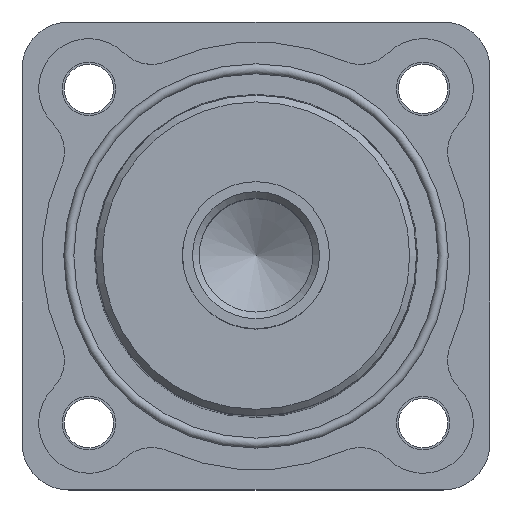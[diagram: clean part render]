
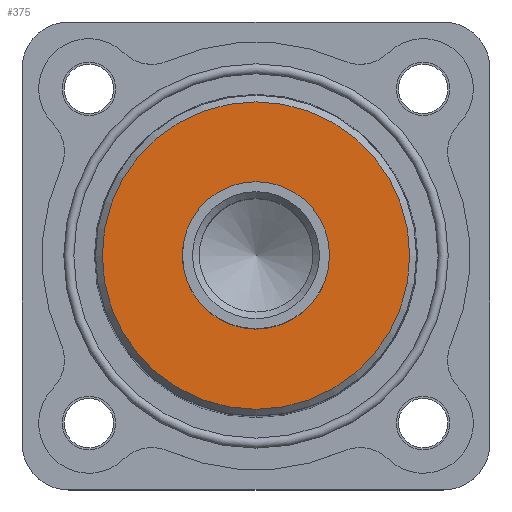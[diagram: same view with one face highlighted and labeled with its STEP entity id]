
A CAD part, top view. The second image highlights one B-rep face of the part: STEP entity #375.
In plain terms, the highlighted planar face has unit normal (0, 0, 1).
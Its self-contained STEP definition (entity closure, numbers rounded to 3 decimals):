
#117=PLANE('',#1261);
#220=CIRCLE('',#1107,5.5);
#274=CIRCLE('',#1192,11.497);
#375=ADVANCED_FACE('',(#513,#514),#117,.T.);
#513=FACE_BOUND('',#638,.T.);
#514=FACE_BOUND('',#639,.T.);
#638=EDGE_LOOP('',(#880));
#639=EDGE_LOOP('',(#881));
#880=ORIENTED_EDGE('',*,*,#1048,.T.);
#881=ORIENTED_EDGE('',*,*,#984,.F.);
#887=VERTEX_POINT('',#1742);
#951=VERTEX_POINT('',#1901);
#984=EDGE_CURVE('',#887,#887,#220,.T.);
#1048=EDGE_CURVE('',#951,#951,#274,.T.);
#1107=AXIS2_PLACEMENT_3D('',#1741,#1269,#1270);
#1192=AXIS2_PLACEMENT_3D('',#1900,#1449,#1450);
#1261=AXIS2_PLACEMENT_3D('',#2021,#1609,#1610);
#1269=DIRECTION('',(0.,0.,1.));
#1270=DIRECTION('',(1.,0.,0.));
#1449=DIRECTION('',(0.,0.,1.));
#1450=DIRECTION('',(1.,0.,0.));
#1609=DIRECTION('',(0.,0.,1.));
#1610=DIRECTION('',(-1.,0.,0.));
#1741=CARTESIAN_POINT('',(0.,0.,20.));
#1742=CARTESIAN_POINT('',(5.5,0.,20.));
#1900=CARTESIAN_POINT('',(0.,0.,20.));
#1901=CARTESIAN_POINT('',(11.497,0.,20.));
#2021=CARTESIAN_POINT('',(-9.,0.,20.));
